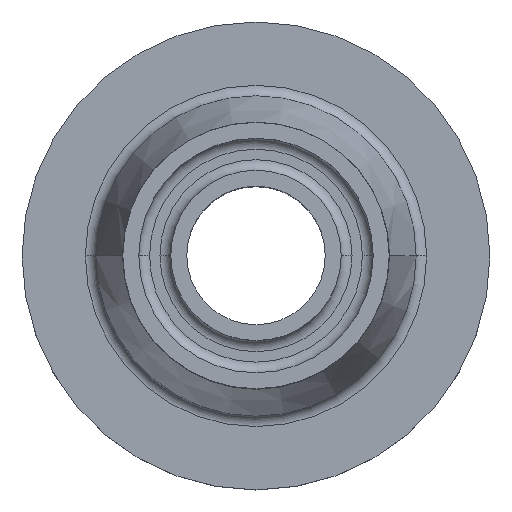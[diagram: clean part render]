
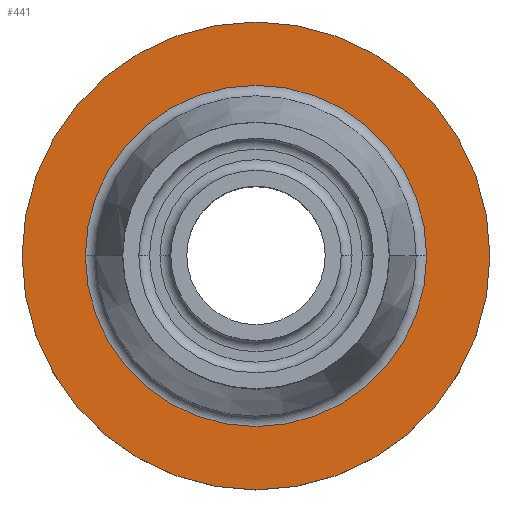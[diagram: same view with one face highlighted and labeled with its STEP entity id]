
A CAD part, top view. The second image highlights one B-rep face of the part: STEP entity #441.
In plain terms, the highlighted planar face has unit normal (0, 0, 1).
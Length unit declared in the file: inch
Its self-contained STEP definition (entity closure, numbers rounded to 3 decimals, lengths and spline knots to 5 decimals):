
#21 = ORIENTED_EDGE ( 'NONE', *, *, #663, .F. ) ;
#48 = ORIENTED_EDGE ( 'NONE', *, *, #536, .T. ) ;
#60 = CIRCLE ( 'NONE', #168, 1.73 ) ;
#65 = EDGE_LOOP ( 'NONE', ( #21, #600 ) ) ;
#74 = CIRCLE ( 'NONE', #170, 1.26192 ) ;
#107 = VERTEX_POINT ( 'NONE', #765 ) ;
#127 = VERTEX_POINT ( 'NONE', #733 ) ;
#168 = AXIS2_PLACEMENT_3D ( 'NONE', #363, #568, #368 ) ;
#170 = AXIS2_PLACEMENT_3D ( 'NONE', #513, #506, #497 ) ;
#190 = CARTESIAN_POINT ( 'NONE',  ( 0., 1.26192, -2.09931 ) ) ;
#196 = CARTESIAN_POINT ( 'NONE',  ( -1.73, 0., -2.09931 ) ) ;
#223 = VERTEX_POINT ( 'NONE', #487 ) ;
#227 = PLANE ( 'NONE',  #334 ) ;
#278 = AXIS2_PLACEMENT_3D ( 'NONE', #394, #449, #382 ) ;
#315 = AXIS2_PLACEMENT_3D ( 'NONE', #746, #500, #395 ) ;
#334 = AXIS2_PLACEMENT_3D ( 'NONE', #190, #797, #790 ) ;
#363 = CARTESIAN_POINT ( 'NONE',  ( 0., 0., -2.09931 ) ) ;
#368 = DIRECTION ( 'NONE',  ( 1., 0., 0. ) ) ;
#382 = DIRECTION ( 'NONE',  ( 1., 0., 0. ) ) ;
#394 = CARTESIAN_POINT ( 'NONE',  ( 0., 0., -2.09931 ) ) ;
#395 = DIRECTION ( 'NONE',  ( 1., 0., 0. ) ) ;
#416 = VERTEX_POINT ( 'NONE', #196 ) ;
#441 = ADVANCED_FACE ( 'NONE', ( #678, #664 ), #227, .F. ) ;
#444 = CIRCLE ( 'NONE', #278, 1.73 ) ;
#449 = DIRECTION ( 'NONE',  ( 0., 0., 1. ) ) ;
#476 = ORIENTED_EDGE ( 'NONE', *, *, #661, .T. ) ;
#478 = CIRCLE ( 'NONE', #315, 1.26192 ) ;
#487 = CARTESIAN_POINT ( 'NONE',  ( -1.26192, 0., -2.09931 ) ) ;
#497 = DIRECTION ( 'NONE',  ( 1., 0., 0. ) ) ;
#500 = DIRECTION ( 'NONE',  ( 0., 0., 1. ) ) ;
#506 = DIRECTION ( 'NONE',  ( 0., 0., 1. ) ) ;
#513 = CARTESIAN_POINT ( 'NONE',  ( 0., 0., -2.09931 ) ) ;
#514 = EDGE_CURVE ( 'NONE', #223, #127, #478, .T. ) ;
#536 = EDGE_CURVE ( 'NONE', #107, #416, #444, .T. ) ;
#568 = DIRECTION ( 'NONE',  ( 0., 0., 1. ) ) ;
#600 = ORIENTED_EDGE ( 'NONE', *, *, #514, .F. ) ;
#661 = EDGE_CURVE ( 'NONE', #416, #107, #60, .T. ) ;
#663 = EDGE_CURVE ( 'NONE', #127, #223, #74, .T. ) ;
#664 = FACE_OUTER_BOUND ( 'NONE', #786, .T. ) ;
#678 = FACE_BOUND ( 'NONE', #65, .T. ) ;
#733 = CARTESIAN_POINT ( 'NONE',  ( 1.26192, 0., -2.09931 ) ) ;
#746 = CARTESIAN_POINT ( 'NONE',  ( 0., 0., -2.09931 ) ) ;
#765 = CARTESIAN_POINT ( 'NONE',  ( 1.73, 0., -2.09931 ) ) ;
#786 = EDGE_LOOP ( 'NONE', ( #48, #476 ) ) ;
#790 = DIRECTION ( 'NONE',  ( -1., 0., 0. ) ) ;
#797 = DIRECTION ( 'NONE',  ( 0., 0., -1. ) ) ;
